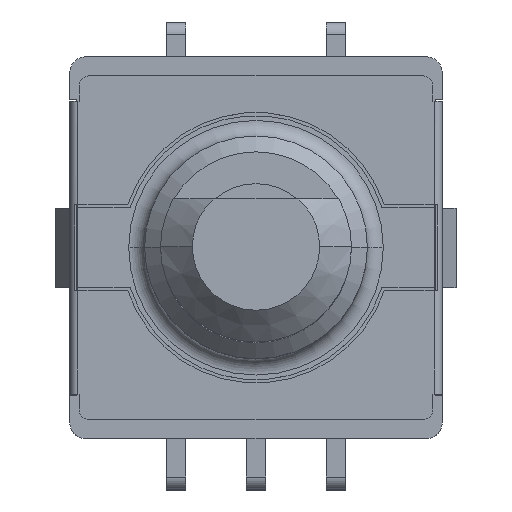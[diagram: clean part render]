
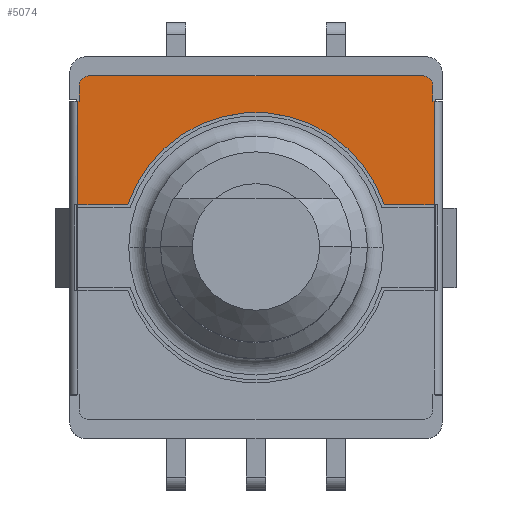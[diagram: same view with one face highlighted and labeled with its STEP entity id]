
A CAD part, top view. The second image highlights one B-rep face of the part: STEP entity #5074.
In plain terms, the highlighted planar face has unit normal (0, 0, 1).
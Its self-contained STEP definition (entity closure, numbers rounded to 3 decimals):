
#95 = PLANE ( 'NONE',  #12033 ) ;
#474 = DIRECTION ( 'NONE',  ( -1., 0., 0. ) ) ;
#941 = CARTESIAN_POINT ( 'NONE',  ( 5.25, 5.4, 4.5 ) ) ;
#1485 = ORIENTED_EDGE ( 'NONE', *, *, #4095, .T. ) ;
#1640 = DIRECTION ( 'NONE',  ( 0., 0., 1. ) ) ;
#1771 = CARTESIAN_POINT ( 'NONE',  ( 5.25, 5.1, 4.5 ) ) ;
#2378 = CARTESIAN_POINT ( 'NONE',  ( 5.6, 4.6, 4.5 ) ) ;
#2419 = DIRECTION ( 'NONE',  ( 0., 0., 1. ) ) ;
#2471 = ORIENTED_EDGE ( 'NONE', *, *, #21636, .T. ) ;
#2937 = CARTESIAN_POINT ( 'NONE',  ( 5.55, 4.6, 4.5 ) ) ;
#2998 = ORIENTED_EDGE ( 'NONE', *, *, #11190, .T. ) ;
#3523 = LINE ( 'NONE', #22498, #18896 ) ;
#3549 = EDGE_CURVE ( 'NONE', #6702, #16322, #9923, .T. ) ;
#3621 = EDGE_CURVE ( 'NONE', #23559, #16322, #6784, .T. ) ;
#3937 = CIRCLE ( 'NONE', #7933, 4.25 ) ;
#3983 = LINE ( 'NONE', #9742, #10640 ) ;
#4095 = EDGE_CURVE ( 'NONE', #17218, #6702, #3983, .T. ) ;
#4110 = LINE ( 'NONE', #5867, #22353 ) ;
#4398 = DIRECTION ( 'NONE',  ( 1., 0., 0. ) ) ;
#4441 = LINE ( 'NONE', #14243, #12700 ) ;
#5074 = ADVANCED_FACE ( 'NONE', ( #13904 ), #95, .T. ) ;
#5474 = VERTEX_POINT ( 'NONE', #941 ) ;
#5529 = DIRECTION ( 'NONE',  ( 0., 1., 0. ) ) ;
#5733 = DIRECTION ( 'NONE',  ( 1., 0., 0. ) ) ;
#5867 = CARTESIAN_POINT ( 'NONE',  ( -5.25, 5.4, 4.5 ) ) ;
#6178 = VERTEX_POINT ( 'NONE', #2937 ) ;
#6293 = VERTEX_POINT ( 'NONE', #14202 ) ;
#6568 = DIRECTION ( 'NONE',  ( 0., -1., 0. ) ) ;
#6641 = CARTESIAN_POINT ( 'NONE',  ( 5.55, 5.1, 4.5 ) ) ;
#6702 = VERTEX_POINT ( 'NONE', #9149 ) ;
#6784 = LINE ( 'NONE', #10636, #17018 ) ;
#7107 = ORIENTED_EDGE ( 'NONE', *, *, #22414, .T. ) ;
#7537 = DIRECTION ( 'NONE',  ( -1., 0., 0. ) ) ;
#7933 = AXIS2_PLACEMENT_3D ( 'NONE', #24608, #13420, #5733 ) ;
#8069 = CARTESIAN_POINT ( 'NONE',  ( -5.25, 5.4, 4.5 ) ) ;
#8127 = ORIENTED_EDGE ( 'NONE', *, *, #18077, .F. ) ;
#8174 = AXIS2_PLACEMENT_3D ( 'NONE', #15560, #2419, #4398 ) ;
#8452 = VECTOR ( 'NONE', #7537, 1000. ) ;
#8812 = LINE ( 'NONE', #22172, #23560 ) ;
#8973 = AXIS2_PLACEMENT_3D ( 'NONE', #1771, #1640, #16903 ) ;
#9140 = VECTOR ( 'NONE', #21515, 1000. ) ;
#9149 = CARTESIAN_POINT ( 'NONE',  ( -5.55, 4.6, 4.5 ) ) ;
#9727 = DIRECTION ( 'NONE',  ( 0., 0., 1. ) ) ;
#9742 = CARTESIAN_POINT ( 'NONE',  ( -5.55, 5.1, 4.5 ) ) ;
#9923 = LINE ( 'NONE', #13604, #9140 ) ;
#10430 = VERTEX_POINT ( 'NONE', #8069 ) ;
#10555 = DIRECTION ( 'NONE',  ( 1., 0., 0. ) ) ;
#10636 = CARTESIAN_POINT ( 'NONE',  ( -5.6, 4.6, 4.5 ) ) ;
#10640 = VECTOR ( 'NONE', #17268, 1000. ) ;
#11006 = DIRECTION ( 'NONE',  ( 0., 1., 0. ) ) ;
#11190 = EDGE_CURVE ( 'NONE', #5474, #10430, #4110, .T. ) ;
#12033 = AXIS2_PLACEMENT_3D ( 'NONE', #19223, #9727, #19098 ) ;
#12378 = CARTESIAN_POINT ( 'NONE',  ( 5.6, 1.35, 4.5 ) ) ;
#12515 = CIRCLE ( 'NONE', #8174, 0.3 ) ;
#12632 = EDGE_CURVE ( 'NONE', #10430, #17218, #12515, .T. ) ;
#12700 = VECTOR ( 'NONE', #10555, 1000. ) ;
#12766 = VERTEX_POINT ( 'NONE', #6641 ) ;
#13099 = LINE ( 'NONE', #24276, #8452 ) ;
#13168 = CARTESIAN_POINT ( 'NONE',  ( -5.6, 4.6, 4.5 ) ) ;
#13289 = EDGE_CURVE ( 'NONE', #24058, #14370, #21675, .T. ) ;
#13315 = CIRCLE ( 'NONE', #8973, 0.3 ) ;
#13420 = DIRECTION ( 'NONE',  ( 0., 0., 1. ) ) ;
#13604 = CARTESIAN_POINT ( 'NONE',  ( -5.55, 4.6, 4.5 ) ) ;
#13789 = ORIENTED_EDGE ( 'NONE', *, *, #24074, .F. ) ;
#13838 = ORIENTED_EDGE ( 'NONE', *, *, #13289, .F. ) ;
#13904 = FACE_OUTER_BOUND ( 'NONE', #19193, .T. ) ;
#14077 = ORIENTED_EDGE ( 'NONE', *, *, #12632, .T. ) ;
#14202 = CARTESIAN_POINT ( 'NONE',  ( -4.03, 1.35, 4.5 ) ) ;
#14230 = CARTESIAN_POINT ( 'NONE',  ( 4.03, 1.35, 4.5 ) ) ;
#14243 = CARTESIAN_POINT ( 'NONE',  ( 5.55, 4.6, 4.5 ) ) ;
#14370 = VERTEX_POINT ( 'NONE', #15914 ) ;
#15406 = VECTOR ( 'NONE', #19916, 1000. ) ;
#15560 = CARTESIAN_POINT ( 'NONE',  ( -5.25, 5.1, 4.5 ) ) ;
#15592 = EDGE_CURVE ( 'NONE', #14370, #6293, #3937, .T. ) ;
#15914 = CARTESIAN_POINT ( 'NONE',  ( 4.03, 1.35, 4.5 ) ) ;
#16113 = ORIENTED_EDGE ( 'NONE', *, *, #18642, .F. ) ;
#16322 = VERTEX_POINT ( 'NONE', #13168 ) ;
#16494 = ORIENTED_EDGE ( 'NONE', *, *, #3621, .F. ) ;
#16767 = CARTESIAN_POINT ( 'NONE',  ( -5.6, 1.35, 4.5 ) ) ;
#16903 = DIRECTION ( 'NONE',  ( -1., 0., 0. ) ) ;
#17018 = VECTOR ( 'NONE', #11006, 1000. ) ;
#17218 = VERTEX_POINT ( 'NONE', #24208 ) ;
#17268 = DIRECTION ( 'NONE',  ( 0., -1., 0. ) ) ;
#18077 = EDGE_CURVE ( 'NONE', #19043, #24058, #8812, .T. ) ;
#18642 = EDGE_CURVE ( 'NONE', #6293, #23559, #13099, .T. ) ;
#18896 = VECTOR ( 'NONE', #5529, 1000. ) ;
#19043 = VERTEX_POINT ( 'NONE', #2378 ) ;
#19098 = DIRECTION ( 'NONE',  ( 1., 0., 0. ) ) ;
#19193 = EDGE_LOOP ( 'NONE', ( #16113, #19508, #13838, #8127, #13789, #7107, #2471, #2998, #14077, #1485, #19826, #16494 ) ) ;
#19223 = CARTESIAN_POINT ( 'NONE',  ( -5.25, -5.1, 4.5 ) ) ;
#19508 = ORIENTED_EDGE ( 'NONE', *, *, #15592, .F. ) ;
#19826 = ORIENTED_EDGE ( 'NONE', *, *, #3549, .T. ) ;
#19916 = DIRECTION ( 'NONE',  ( -1., 0., 0. ) ) ;
#21515 = DIRECTION ( 'NONE',  ( -1., 0., 0. ) ) ;
#21636 = EDGE_CURVE ( 'NONE', #12766, #5474, #13315, .T. ) ;
#21675 = LINE ( 'NONE', #14230, #15406 ) ;
#22172 = CARTESIAN_POINT ( 'NONE',  ( 5.6, 4.6, 4.5 ) ) ;
#22353 = VECTOR ( 'NONE', #474, 1000. ) ;
#22414 = EDGE_CURVE ( 'NONE', #6178, #12766, #3523, .T. ) ;
#22498 = CARTESIAN_POINT ( 'NONE',  ( 5.55, 5.1, 4.5 ) ) ;
#23559 = VERTEX_POINT ( 'NONE', #16767 ) ;
#23560 = VECTOR ( 'NONE', #6568, 1000. ) ;
#24058 = VERTEX_POINT ( 'NONE', #12378 ) ;
#24074 = EDGE_CURVE ( 'NONE', #6178, #19043, #4441, .T. ) ;
#24208 = CARTESIAN_POINT ( 'NONE',  ( -5.55, 5.1, 4.5 ) ) ;
#24276 = CARTESIAN_POINT ( 'NONE',  ( -5.7, 1.35, 4.5 ) ) ;
#24608 = CARTESIAN_POINT ( 'NONE',  ( 0., 0., 4.5 ) ) ;
